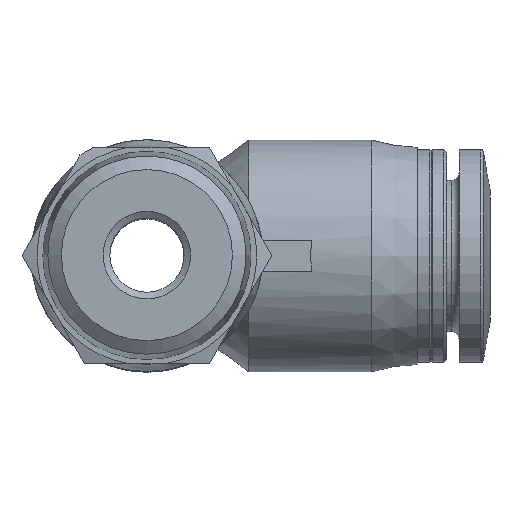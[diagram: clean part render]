
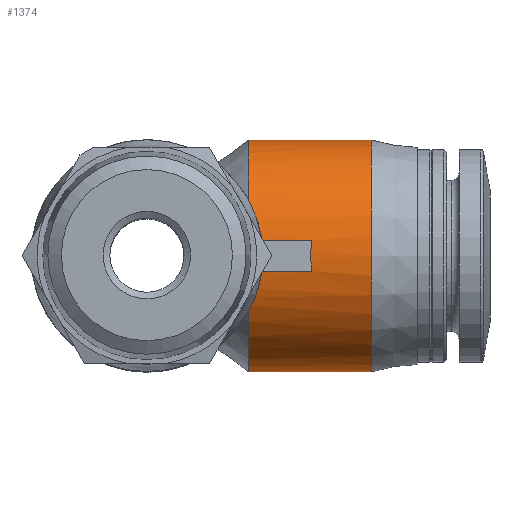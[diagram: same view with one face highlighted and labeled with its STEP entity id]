
A CAD part, top view. The second image highlights one B-rep face of the part: STEP entity #1374.
In plain terms, the highlighted cylindrical face has radius 7.5 mm (diameter 15 mm), a full revolution.
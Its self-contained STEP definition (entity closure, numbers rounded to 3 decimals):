
#99=LINE('',#2075,#146);
#101=LINE('',#2079,#148);
#105=LINE('',#2089,#152);
#107=LINE('',#2093,#154);
#146=VECTOR('',#1633,1000.);
#148=VECTOR('',#1637,1000.);
#152=VECTOR('',#1643,1000.);
#154=VECTOR('',#1647,1000.);
#196=B_SPLINE_CURVE_WITH_KNOTS('',3,(#2112,#2113,#2114,#2115),
 .UNSPECIFIED.,.F.,.F.,(4,4),(0.,0.002),
 .UNSPECIFIED.);
#199=B_SPLINE_CURVE_WITH_KNOTS('',3,(#2129,#2130,#2131,#2132),
 .UNSPECIFIED.,.F.,.F.,(4,4),(0.,0.001),
 .UNSPECIFIED.);
#201=B_SPLINE_CURVE_WITH_KNOTS('',3,(#2139,#2140,#2141,#2142),
 .UNSPECIFIED.,.F.,.F.,(4,4),(0.001,0.002),
 .UNSPECIFIED.);
#204=B_SPLINE_CURVE_WITH_KNOTS('',3,(#2156,#2157,#2158,#2159),
 .UNSPECIFIED.,.F.,.F.,(4,4),(0.001,0.002),
 .UNSPECIFIED.);
#238=ELLIPSE('',#1440,10.607,7.5);
#239=ELLIPSE('',#1441,10.607,7.5);
#241=ELLIPSE('',#1443,10.607,7.5);
#242=ELLIPSE('',#1444,10.607,7.5);
#244=ELLIPSE('',#1506,10.607,7.5);
#245=ELLIPSE('',#1508,10.607,7.5);
#545=ORIENTED_EDGE('',*,*,#770,.F.);
#546=ORIENTED_EDGE('',*,*,#769,.T.);
#547=ORIENTED_EDGE('',*,*,#646,.T.);
#548=ORIENTED_EDGE('',*,*,#657,.T.);
#549=ORIENTED_EDGE('',*,*,#628,.F.);
#550=ORIENTED_EDGE('',*,*,#722,.T.);
#551=ORIENTED_EDGE('',*,*,#630,.T.);
#552=ORIENTED_EDGE('',*,*,#663,.T.);
#553=ORIENTED_EDGE('',*,*,#648,.T.);
#554=ORIENTED_EDGE('',*,*,#768,.T.);
#555=ORIENTED_EDGE('',*,*,#642,.T.);
#556=ORIENTED_EDGE('',*,*,#661,.T.);
#557=ORIENTED_EDGE('',*,*,#636,.T.);
#558=ORIENTED_EDGE('',*,*,#723,.T.);
#559=ORIENTED_EDGE('',*,*,#634,.F.);
#560=ORIENTED_EDGE('',*,*,#659,.T.);
#561=ORIENTED_EDGE('',*,*,#652,.T.);
#628=EDGE_CURVE('',#810,#811,#99,.F.);
#630=EDGE_CURVE('',#812,#813,#101,.F.);
#634=EDGE_CURVE('',#815,#817,#105,.T.);
#636=EDGE_CURVE('',#818,#819,#107,.T.);
#642=EDGE_CURVE('',#821,#823,#196,.T.);
#646=EDGE_CURVE('',#824,#826,#199,.T.);
#648=EDGE_CURVE('',#828,#827,#201,.T.);
#652=EDGE_CURVE('',#831,#830,#204,.T.);
#657=EDGE_CURVE('',#826,#811,#238,.T.);
#659=EDGE_CURVE('',#815,#831,#239,.F.);
#661=EDGE_CURVE('',#823,#818,#241,.F.);
#663=EDGE_CURVE('',#813,#828,#242,.T.);
#722=EDGE_CURVE('',#810,#812,#244,.F.);
#723=EDGE_CURVE('',#819,#817,#245,.F.);
#768=EDGE_CURVE('',#827,#821,#980,.T.);
#769=EDGE_CURVE('',#830,#824,#981,.T.);
#770=EDGE_CURVE('',#903,#903,#982,.T.);
#810=VERTEX_POINT('',#2074);
#811=VERTEX_POINT('',#2076);
#812=VERTEX_POINT('',#2080);
#813=VERTEX_POINT('',#2081);
#815=VERTEX_POINT('',#2087);
#817=VERTEX_POINT('',#2090);
#818=VERTEX_POINT('',#2094);
#819=VERTEX_POINT('',#2095);
#821=VERTEX_POINT('',#2104);
#823=VERTEX_POINT('',#2111);
#824=VERTEX_POINT('',#2121);
#826=VERTEX_POINT('',#2128);
#827=VERTEX_POINT('',#2138);
#828=VERTEX_POINT('',#2143);
#830=VERTEX_POINT('',#2155);
#831=VERTEX_POINT('',#2160);
#903=VERTEX_POINT('',#2491);
#980=CIRCLE('',#1549,7.5);
#981=CIRCLE('',#1551,7.5);
#982=CIRCLE('',#1553,7.5);
#1096=EDGE_LOOP('',(#545));
#1097=EDGE_LOOP('',(#546,#547,#548,#549,#550,#551,#552,#553,#554,#555,#556,
#557,#558,#559,#560,#561));
#1237=FACE_BOUND('',#1096,.T.);
#1238=FACE_BOUND('',#1097,.T.);
#1296=CYLINDRICAL_SURFACE('',#1552,7.5);
#1374=ADVANCED_FACE('',(#1237,#1238),#1296,.T.);
#1440=AXIS2_PLACEMENT_3D('',#2172,#1672,#1673);
#1441=AXIS2_PLACEMENT_3D('',#2174,#1675,#1676);
#1443=AXIS2_PLACEMENT_3D('',#2176,#1679,#1680);
#1444=AXIS2_PLACEMENT_3D('',#2178,#1682,#1683);
#1506=AXIS2_PLACEMENT_3D('',#2349,#1818,#1819);
#1508=AXIS2_PLACEMENT_3D('',#2351,#1822,#1823);
#1549=AXIS2_PLACEMENT_3D('',#2486,#1923,#1924);
#1551=AXIS2_PLACEMENT_3D('',#2488,#1927,#1928);
#1552=AXIS2_PLACEMENT_3D('',#2489,#1929,#1930);
#1553=AXIS2_PLACEMENT_3D('',#2490,#1931,#1932);
#1633=DIRECTION('',(1.,0.,0.));
#1637=DIRECTION('',(1.,0.,0.));
#1643=DIRECTION('',(1.,0.,0.));
#1647=DIRECTION('',(1.,0.,0.));
#1672=DIRECTION('',(0.707,0.,-0.707));
#1673=DIRECTION('',(-0.707,0.,-0.707));
#1675=DIRECTION('',(-0.707,0.,-0.707));
#1676=DIRECTION('',(0.707,0.,-0.707));
#1679=DIRECTION('',(-0.707,0.,-0.707));
#1680=DIRECTION('',(0.707,0.,-0.707));
#1682=DIRECTION('',(0.707,0.,-0.707));
#1683=DIRECTION('',(-0.707,0.,-0.707));
#1818=DIRECTION('',(-0.707,0.,-0.707));
#1819=DIRECTION('',(0.707,0.,-0.707));
#1822=DIRECTION('',(-0.707,0.,0.707));
#1823=DIRECTION('',(0.707,0.,0.707));
#1923=DIRECTION('',(1.,0.,0.));
#1924=DIRECTION('',(0.,0.,-1.));
#1927=DIRECTION('',(1.,0.,0.));
#1928=DIRECTION('',(0.,0.,-1.));
#1929=DIRECTION('',(1.,0.,0.));
#1930=DIRECTION('',(0.,0.,-1.));
#1931=DIRECTION('',(1.,0.,0.));
#1932=DIRECTION('',(0.,0.,-1.));
#2074=CARTESIAN_POINT('',(10.669,1.,7.433));
#2075=CARTESIAN_POINT('',(22.2,1.,7.433));
#2076=CARTESIAN_POINT('',(7.433,1.,7.433));
#2079=CARTESIAN_POINT('',(22.2,-1.,7.433));
#2080=CARTESIAN_POINT('',(10.669,-1.,7.433));
#2081=CARTESIAN_POINT('',(7.433,-1.,7.433));
#2087=CARTESIAN_POINT('',(7.433,1.,-7.433));
#2089=CARTESIAN_POINT('',(22.2,1.,-7.433));
#2090=CARTESIAN_POINT('',(10.669,1.,-7.433));
#2093=CARTESIAN_POINT('',(22.2,-1.,-7.433));
#2094=CARTESIAN_POINT('',(7.433,-1.,-7.433));
#2095=CARTESIAN_POINT('',(10.669,-1.,-7.433));
#2104=CARTESIAN_POINT('',(6.6,-2.932,-6.903));
#2111=CARTESIAN_POINT('',(7.3,-1.72,-7.3));
#2112=CARTESIAN_POINT('',(6.6,-2.932,-6.903));
#2113=CARTESIAN_POINT('',(6.883,-2.565,-7.059));
#2114=CARTESIAN_POINT('',(7.12,-2.165,-7.195));
#2115=CARTESIAN_POINT('',(7.3,-1.72,-7.3));
#2121=CARTESIAN_POINT('',(6.6,3.225,6.771));
#2128=CARTESIAN_POINT('',(7.,2.693,7.));
#2129=CARTESIAN_POINT('',(6.6,3.225,6.771));
#2130=CARTESIAN_POINT('',(6.743,3.056,6.852));
#2131=CARTESIAN_POINT('',(6.877,2.879,6.928));
#2132=CARTESIAN_POINT('',(7.,2.693,7.));
#2138=CARTESIAN_POINT('',(6.6,-3.225,6.771));
#2139=CARTESIAN_POINT('',(7.,-2.693,7.));
#2140=CARTESIAN_POINT('',(6.877,-2.879,6.928));
#2141=CARTESIAN_POINT('',(6.743,-3.056,6.852));
#2142=CARTESIAN_POINT('',(6.6,-3.225,6.771));
#2143=CARTESIAN_POINT('',(7.,-2.693,7.));
#2155=CARTESIAN_POINT('',(6.6,2.932,-6.903));
#2156=CARTESIAN_POINT('',(7.3,1.72,-7.3));
#2157=CARTESIAN_POINT('',(7.123,2.158,-7.197));
#2158=CARTESIAN_POINT('',(6.883,2.565,-7.059));
#2159=CARTESIAN_POINT('',(6.6,2.932,-6.903));
#2160=CARTESIAN_POINT('',(7.3,1.72,-7.3));
#2172=CARTESIAN_POINT('',(0.,0.,0.));
#2174=CARTESIAN_POINT('',(0.,0.,0.));
#2176=CARTESIAN_POINT('',(0.,0.,0.));
#2178=CARTESIAN_POINT('',(0.,0.,0.));
#2349=CARTESIAN_POINT('',(18.102,0.,0.));
#2351=CARTESIAN_POINT('',(18.102,0.,0.));
#2486=CARTESIAN_POINT('',(6.6,0.,0.));
#2488=CARTESIAN_POINT('',(6.6,0.,0.));
#2489=CARTESIAN_POINT('',(22.2,0.,0.));
#2490=CARTESIAN_POINT('',(14.5,0.,0.));
#2491=CARTESIAN_POINT('',(14.5,0.,-7.5));
